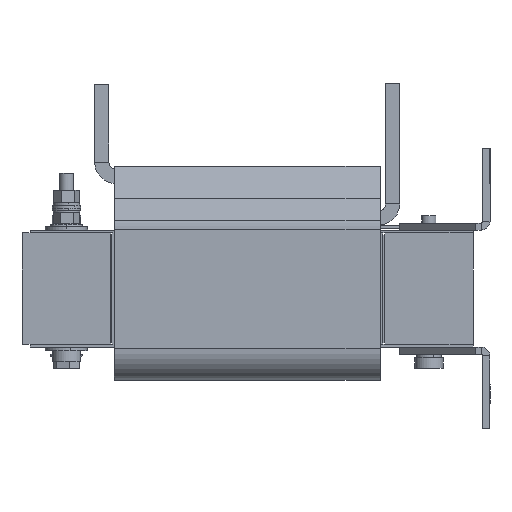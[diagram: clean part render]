
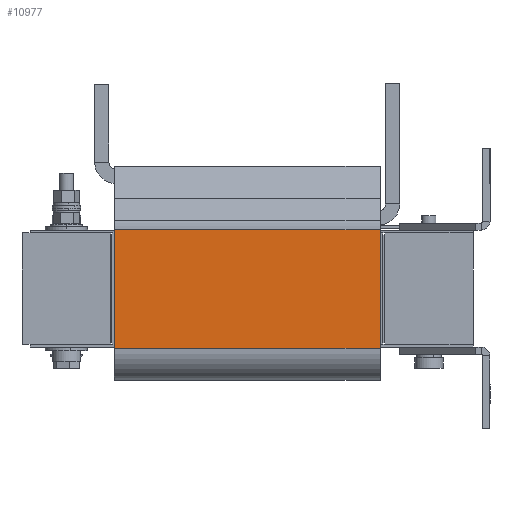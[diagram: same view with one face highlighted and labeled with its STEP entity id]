
A CAD part, left-side view. The second image highlights one B-rep face of the part: STEP entity #10977.
In plain terms, the highlighted planar face has unit normal (-1, 0, 0).
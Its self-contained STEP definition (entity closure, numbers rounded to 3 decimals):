
#548 = ORIENTED_EDGE ( 'NONE', *, *, #1838, .T. ) ;
#1169 = LINE ( 'NONE', #12653, #7198 ) ;
#1237 = CARTESIAN_POINT ( 'NONE',  ( -143.1, 75., -33.603 ) ) ;
#1367 = LINE ( 'NONE', #14291, #7482 ) ;
#1402 = ORIENTED_EDGE ( 'NONE', *, *, #13358, .F. ) ;
#1838 = EDGE_CURVE ( 'Defeature ausgef�hrt1_346+Defeature ausgef�hrt1_351+Defeature ausgef�hrt1_347+Defeature ausgef�hrt1_345', #7995, #7494, #1367, .T. ) ;
#2657 = DIRECTION ( 'NONE',  ( 0., 0., 1. ) ) ;
#2800 = CARTESIAN_POINT ( 'NONE',  ( -143.1, -75., 33.182 ) ) ;
#2865 = CARTESIAN_POINT ( 'NONE',  ( -143.1, 75., -33.603 ) ) ;
#2895 = VERTEX_POINT ( 'NONE', #12693 ) ;
#3426 = CARTESIAN_POINT ( 'NONE',  ( -143.1, -75., -33.603 ) ) ;
#3558 = DIRECTION ( 'NONE',  ( 1., 0., 0. ) ) ;
#3627 = DIRECTION ( 'NONE',  ( 0., 0., -1. ) ) ;
#4694 = CARTESIAN_POINT ( 'NONE',  ( -143.1, 75., -33.603 ) ) ;
#5162 = VERTEX_POINT ( 'NONE', #2865 ) ;
#5567 = LINE ( 'NONE', #9229, #14200 ) ;
#5780 = LINE ( 'NONE', #1237, #10362 ) ;
#6004 = DIRECTION ( 'NONE',  ( 0., 0., 1. ) ) ;
#7198 = VECTOR ( 'NONE', #12795, 1000. ) ;
#7482 = VECTOR ( 'NONE', #2657, 1000. ) ;
#7494 = VERTEX_POINT ( 'NONE', #2800 ) ;
#7995 = VERTEX_POINT ( 'NONE', #3426 ) ;
#8667 = AXIS2_PLACEMENT_3D ( 'NONE', #4694, #3558, #3627 ) ;
#8784 = EDGE_CURVE ( 'Defeature ausgef�hrt1_346+Defeature ausgef�hrt1_347+Defeature ausgef�hrt1_353+Defeature ausgef�hrt1_351', #5162, #7995, #5567, .T. ) ;
#9229 = CARTESIAN_POINT ( 'NONE',  ( -143.1, 75., -33.603 ) ) ;
#9922 = EDGE_LOOP ( 'NONE', ( #548, #1402, #13650, #13943 ) ) ;
#10362 = VECTOR ( 'NONE', #6004, 1000. ) ;
#10977 = ADVANCED_FACE ( 'Defeature ausgef�hrt1_346', ( #14032 ), #12884, .F. ) ;
#11503 = DIRECTION ( 'NONE',  ( 0., -1., 0. ) ) ;
#12653 = CARTESIAN_POINT ( 'NONE',  ( -143.1, 75., 33.182 ) ) ;
#12693 = CARTESIAN_POINT ( 'NONE',  ( -143.1, 75., 33.182 ) ) ;
#12795 = DIRECTION ( 'NONE',  ( 0., -1., 0. ) ) ;
#12884 = PLANE ( 'NONE',  #8667 ) ;
#13356 = EDGE_CURVE ( 'Defeature ausgef�hrt1_353+Defeature ausgef�hrt1_346+Defeature ausgef�hrt1_347+Defeature ausgef�hrt1_345', #5162, #2895, #5780, .T. ) ;
#13358 = EDGE_CURVE ( 'Defeature ausgef�hrt1_345+Defeature ausgef�hrt1_346+Defeature ausgef�hrt1_353+Defeature ausgef�hrt1_351', #2895, #7494, #1169, .T. ) ;
#13650 = ORIENTED_EDGE ( 'NONE', *, *, #13356, .F. ) ;
#13943 = ORIENTED_EDGE ( 'NONE', *, *, #8784, .T. ) ;
#14032 = FACE_OUTER_BOUND ( 'NONE', #9922, .T. ) ;
#14200 = VECTOR ( 'NONE', #11503, 1000. ) ;
#14291 = CARTESIAN_POINT ( 'NONE',  ( -143.1, -75., -33.603 ) ) ;
